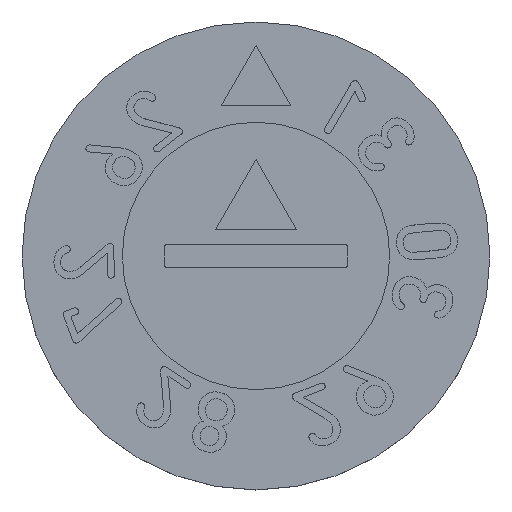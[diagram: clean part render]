
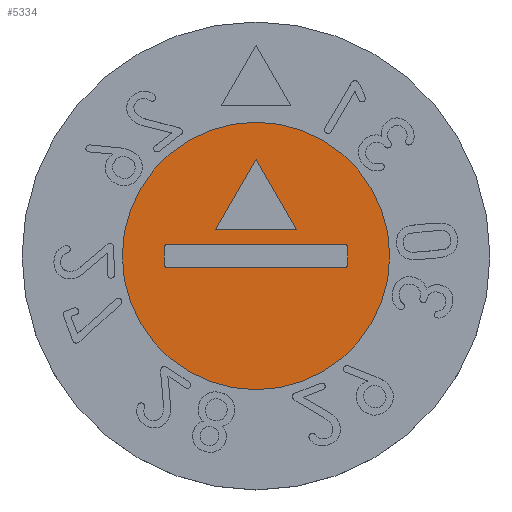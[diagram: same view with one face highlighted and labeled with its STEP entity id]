
A CAD part, top view. The second image highlights one B-rep face of the part: STEP entity #5334.
In plain terms, the highlighted planar face has unit normal (0, 0, 1).
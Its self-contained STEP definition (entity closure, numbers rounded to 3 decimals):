
#46=CIRCLE('',#5505,0.1);
#48=CIRCLE('',#5509,0.1);
#50=CIRCLE('',#5513,0.1);
#52=CIRCLE('',#5517,0.1);
#60=CIRCLE('',#5539,4.);
#85=FACE_BOUND('',#804,.T.);
#86=FACE_BOUND('',#805,.T.);
#200=PLANE('',#5541);
#490=FACE_OUTER_BOUND('',#803,.T.);
#803=EDGE_LOOP('',(#4868));
#804=EDGE_LOOP('',(#4869,#4870,#4871));
#805=EDGE_LOOP('',(#4872,#4873,#4874,#4875,#4876,#4877,#4878,#4879));
#1195=LINE('',#9978,#1629);
#1199=LINE('',#9986,#1633);
#1202=LINE('',#9991,#1636);
#1204=LINE('',#9997,#1638);
#1209=LINE('',#10011,#1643);
#1213=LINE('',#10023,#1647);
#1217=LINE('',#10035,#1651);
#1629=VECTOR('',#6150,10.);
#1633=VECTOR('',#6156,10.);
#1636=VECTOR('',#6161,10.);
#1638=VECTOR('',#6167,10.);
#1643=VECTOR('',#6180,10.);
#1647=VECTOR('',#6192,10.);
#1651=VECTOR('',#6204,10.);
#2485=VERTEX_POINT('',#9976);
#2486=VERTEX_POINT('',#9977);
#2489=VERTEX_POINT('',#9985);
#2491=VERTEX_POINT('',#9995);
#2492=VERTEX_POINT('',#9996);
#2495=VERTEX_POINT('',#10004);
#2497=VERTEX_POINT('',#10010);
#2499=VERTEX_POINT('',#10016);
#2501=VERTEX_POINT('',#10022);
#2503=VERTEX_POINT('',#10028);
#2505=VERTEX_POINT('',#10034);
#2525=VERTEX_POINT('',#10101);
#3249=EDGE_CURVE('',#2485,#2486,#1195,.T.);
#3253=EDGE_CURVE('',#2489,#2485,#1199,.T.);
#3256=EDGE_CURVE('',#2486,#2489,#1202,.T.);
#3258=EDGE_CURVE('',#2491,#2492,#1204,.T.);
#3262=EDGE_CURVE('',#2495,#2491,#46,.T.);
#3265=EDGE_CURVE('',#2497,#2495,#1209,.T.);
#3268=EDGE_CURVE('',#2499,#2497,#48,.T.);
#3271=EDGE_CURVE('',#2501,#2499,#1213,.T.);
#3274=EDGE_CURVE('',#2503,#2501,#50,.T.);
#3277=EDGE_CURVE('',#2505,#2503,#1217,.T.);
#3280=EDGE_CURVE('',#2492,#2505,#52,.T.);
#3309=EDGE_CURVE('',#2525,#2525,#60,.T.);
#4868=ORIENTED_EDGE('',*,*,#3309,.T.);
#4869=ORIENTED_EDGE('',*,*,#3249,.T.);
#4870=ORIENTED_EDGE('',*,*,#3256,.T.);
#4871=ORIENTED_EDGE('',*,*,#3253,.T.);
#4872=ORIENTED_EDGE('',*,*,#3258,.T.);
#4873=ORIENTED_EDGE('',*,*,#3280,.T.);
#4874=ORIENTED_EDGE('',*,*,#3277,.T.);
#4875=ORIENTED_EDGE('',*,*,#3274,.T.);
#4876=ORIENTED_EDGE('',*,*,#3271,.T.);
#4877=ORIENTED_EDGE('',*,*,#3268,.T.);
#4878=ORIENTED_EDGE('',*,*,#3265,.T.);
#4879=ORIENTED_EDGE('',*,*,#3262,.T.);
#5334=ADVANCED_FACE('',(#490,#85,#86),#200,.T.);
#5505=AXIS2_PLACEMENT_3D('',#10005,#6173,#6174);
#5509=AXIS2_PLACEMENT_3D('',#10017,#6185,#6186);
#5513=AXIS2_PLACEMENT_3D('',#10029,#6197,#6198);
#5517=AXIS2_PLACEMENT_3D('',#10040,#6209,#6210);
#5539=AXIS2_PLACEMENT_3D('',#10102,#6274,#6275);
#5541=AXIS2_PLACEMENT_3D('',#10106,#6279,#6280);
#6150=DIRECTION('',(0.5,0.866,0.));
#6156=DIRECTION('',(-1.,0.,0.));
#6161=DIRECTION('',(0.5,-0.866,0.));
#6167=DIRECTION('',(0.,1.,0.));
#6173=DIRECTION('center_axis',(0.,0.,-1.));
#6174=DIRECTION('ref_axis',(-1.,0.,0.));
#6180=DIRECTION('',(-1.,0.,0.));
#6185=DIRECTION('center_axis',(0.,0.,-1.));
#6186=DIRECTION('ref_axis',(0.,-1.,0.));
#6192=DIRECTION('',(0.,-1.,0.));
#6197=DIRECTION('center_axis',(0.,0.,-1.));
#6198=DIRECTION('ref_axis',(1.,0.,0.));
#6204=DIRECTION('',(1.,0.,0.));
#6209=DIRECTION('center_axis',(0.,0.,-1.));
#6210=DIRECTION('ref_axis',(0.,1.,0.));
#6274=DIRECTION('center_axis',(0.,0.,1.));
#6275=DIRECTION('ref_axis',(1.,0.,0.));
#6279=DIRECTION('center_axis',(0.,0.,1.));
#6280=DIRECTION('ref_axis',(1.,0.,0.));
#9976=CARTESIAN_POINT('',(-1.212,0.8,2.5));
#9977=CARTESIAN_POINT('',(0.,2.9,2.5));
#9978=CARTESIAN_POINT('',(-1.234,0.763,2.5));
#9985=CARTESIAN_POINT('',(1.212,0.8,2.5));
#9986=CARTESIAN_POINT('',(0.606,0.8,2.5));
#9991=CARTESIAN_POINT('',(0.628,1.813,2.5));
#9995=CARTESIAN_POINT('',(-2.75,-0.25,2.5));
#9996=CARTESIAN_POINT('',(-2.75,0.25,2.5));
#9997=CARTESIAN_POINT('',(-2.75,-0.125,2.5));
#10004=CARTESIAN_POINT('',(-2.65,-0.35,2.5));
#10005=CARTESIAN_POINT('Origin',(-2.65,-0.25,2.5));
#10010=CARTESIAN_POINT('',(2.65,-0.35,2.5));
#10011=CARTESIAN_POINT('',(1.325,-0.35,2.5));
#10016=CARTESIAN_POINT('',(2.75,-0.25,2.5));
#10017=CARTESIAN_POINT('Origin',(2.65,-0.25,2.5));
#10022=CARTESIAN_POINT('',(2.75,0.25,2.5));
#10023=CARTESIAN_POINT('',(2.75,0.125,2.5));
#10028=CARTESIAN_POINT('',(2.65,0.35,2.5));
#10029=CARTESIAN_POINT('Origin',(2.65,0.25,2.5));
#10034=CARTESIAN_POINT('',(-2.65,0.35,2.5));
#10035=CARTESIAN_POINT('',(-1.325,0.35,2.5));
#10040=CARTESIAN_POINT('Origin',(-2.65,0.25,2.5));
#10101=CARTESIAN_POINT('',(-4.,0.,2.5));
#10102=CARTESIAN_POINT('Origin',(0.,0.,2.5));
#10106=CARTESIAN_POINT('Origin',(0.,0.,2.5));
